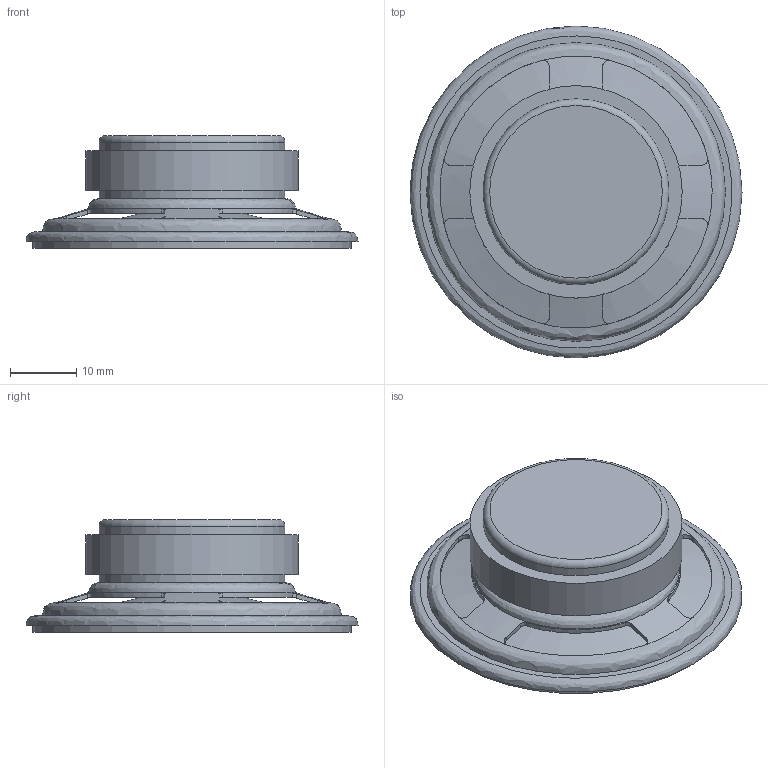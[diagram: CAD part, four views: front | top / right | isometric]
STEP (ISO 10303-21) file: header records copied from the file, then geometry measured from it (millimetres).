
FILE_DESCRIPTION(/* description */ (''),/* implementation_level */ '2;1');
FILE_NAME(/* name */ 'Visaton K50 v7.step',/* time_stamp */ '2022-02-27T19:39:16+01:00',/* author */ (''),/* organization */ (''),/* preprocessor_version */ 'ST-DEVELOPER v18.1',/* originating_system */ 'Autodesk Translation Framework v10.13.0.1454',/* authorisation */ '');
FILE_SCHEMA (('AUTOMOTIVE_DESIGN { 1 0 10303 214 3 1 1 }'));
Length unit declared in the file: millimetre
Products named in the file (1): Visaton K50
Bounding box: 50 x 50 x 17 mm (x, y, z)
Volume: 3248.3 mm3; surface area: 12052.4 mm2
Topology: 3 solids, 3 shells, 67 faces, 167 edges, 107 vertices
Faces by surface type: cylinder 32, plane 23, bspline 8, torus 2, cone 2
Full cylindrical faces by diameter (mm): 12.8 x1, 13.8 x1, 26.8 x1, 28 x2, 32 x1, 45.2 x1, 48 x1
Entity records: 4095 total; most frequent: CARTESIAN_POINT 2625, ORIENTED_EDGE 334, DIRECTION 218, EDGE_CURVE 167, VERTEX_POINT 107, B_SPLINE_CURVE_WITH_KNOTS 97, AXIS2_PLACEMENT_3D 88, EDGE_LOOP 78
